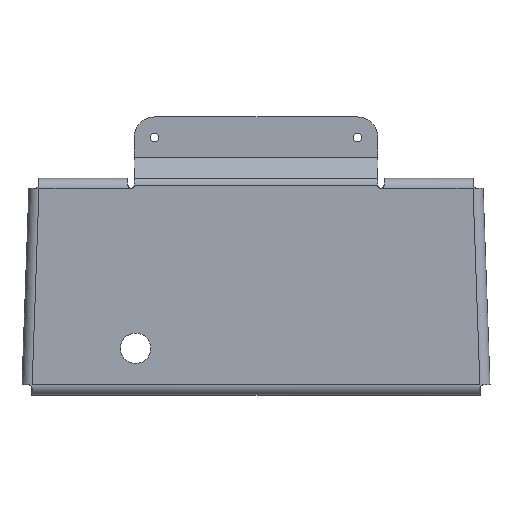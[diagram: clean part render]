
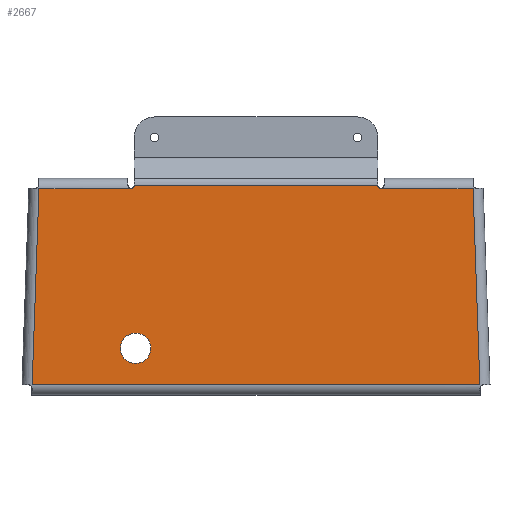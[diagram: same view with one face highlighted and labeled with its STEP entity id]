
A CAD part, top view. The second image highlights one B-rep face of the part: STEP entity #2667.
In plain terms, the highlighted planar face has unit normal (0, 0, 1).
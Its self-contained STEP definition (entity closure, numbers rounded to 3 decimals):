
#37 = ORIENTED_EDGE ( 'NONE', *, *, #3067, .T. ) ;
#57 = CARTESIAN_POINT ( 'NONE',  ( 110.515, -70.749, 13.997 ) ) ;
#128 = ORIENTED_EDGE ( 'NONE', *, *, #1661, .T. ) ;
#165 = CIRCLE ( 'NONE', #2164, 7.5 ) ;
#170 = ORIENTED_EDGE ( 'NONE', *, *, #784, .F. ) ;
#178 = EDGE_CURVE ( 'NONE', #1213, #2021, #2034, .T. ) ;
#198 = VERTEX_POINT ( 'NONE', #1367 ) ;
#373 = CARTESIAN_POINT ( 'NONE',  ( -106.962, 30.993, 13.997 ) ) ;
#390 = ORIENTED_EDGE ( 'NONE', *, *, #974, .F. ) ;
#484 = EDGE_CURVE ( 'NONE', #966, #2794, #896, .T. ) ;
#488 = DIRECTION ( 'NONE',  ( 0., 0., 1. ) ) ;
#587 = AXIS2_PLACEMENT_3D ( 'NONE', #2754, #488, #2505 ) ;
#643 = LINE ( 'NONE', #1310, #3233 ) ;
#674 = ORIENTED_EDGE ( 'NONE', *, *, #2990, .T. ) ;
#702 = DIRECTION ( 'NONE',  ( -1., 0., 0. ) ) ;
#784 = EDGE_CURVE ( 'NONE', #198, #2435, #3126, .T. ) ;
#856 = ORIENTED_EDGE ( 'NONE', *, *, #178, .T. ) ;
#876 = AXIS2_PLACEMENT_3D ( 'NONE', #1076, #2875, #1362 ) ;
#879 = DIRECTION ( 'NONE',  ( -1., 0., 0. ) ) ;
#896 = CIRCLE ( 'NONE', #1861, 1.5 ) ;
#954 = ORIENTED_EDGE ( 'NONE', *, *, #2908, .T. ) ;
#966 = VERTEX_POINT ( 'NONE', #2008 ) ;
#974 = EDGE_CURVE ( 'NONE', #2435, #198, #165, .T. ) ;
#999 = DIRECTION ( 'NONE',  ( -0.035, 0.999, 0. ) ) ;
#1010 = CARTESIAN_POINT ( 'NONE',  ( -110.515, -65.749, 13.997 ) ) ;
#1022 = DIRECTION ( 'NONE',  ( 1., 0., 0. ) ) ;
#1053 = CARTESIAN_POINT ( 'NONE',  ( 110.34, -65.749, 13.997 ) ) ;
#1076 = CARTESIAN_POINT ( 'NONE',  ( -61.592, 32.493, 13.997 ) ) ;
#1122 = LINE ( 'NONE', #57, #1398 ) ;
#1145 = EDGE_CURVE ( 'NONE', #2937, #1213, #643, .T. ) ;
#1182 = CARTESIAN_POINT ( 'NONE',  ( -60.092, 32.493, 13.997 ) ) ;
#1213 = VERTEX_POINT ( 'NONE', #2973 ) ;
#1310 = CARTESIAN_POINT ( 'NONE',  ( -63.092, 30.993, 13.997 ) ) ;
#1362 = DIRECTION ( 'NONE',  ( -1., 0., 0. ) ) ;
#1367 = CARTESIAN_POINT ( 'NONE',  ( -66.84, -47.749, 13.997 ) ) ;
#1398 = VECTOR ( 'NONE', #999, 1000. ) ;
#1400 = CARTESIAN_POINT ( 'NONE',  ( -60.092, 32.493, 13.997 ) ) ;
#1416 = DIRECTION ( 'NONE',  ( 0., 0., -1. ) ) ;
#1464 = EDGE_LOOP ( 'NONE', ( #2980, #37, #3173, #856, #674, #128, #954, #2535 ) ) ;
#1544 = CARTESIAN_POINT ( 'NONE',  ( -61.592, 30.993, 13.997 ) ) ;
#1561 = DIRECTION ( 'NONE',  ( -1., 0., 0. ) ) ;
#1631 = CARTESIAN_POINT ( 'NONE',  ( -59.34, -47.749, 13.997 ) ) ;
#1661 = EDGE_CURVE ( 'NONE', #2244, #2514, #1122, .T. ) ;
#1745 = LINE ( 'NONE', #2293, #3038 ) ;
#1789 = VECTOR ( 'NONE', #2157, 1000. ) ;
#1841 = FACE_OUTER_BOUND ( 'NONE', #1464, .T. ) ;
#1861 = AXIS2_PLACEMENT_3D ( 'NONE', #2482, #2510, #2751 ) ;
#1869 = DIRECTION ( 'NONE',  ( 1., 0., 0. ) ) ;
#1920 = FACE_BOUND ( 'NONE', #2498, .T. ) ;
#1933 = PLANE ( 'NONE',  #2823 ) ;
#1951 = LINE ( 'NONE', #1182, #3113 ) ;
#2008 = CARTESIAN_POINT ( 'NONE',  ( 61.592, 30.993, 13.997 ) ) ;
#2021 = VERTEX_POINT ( 'NONE', #2554 ) ;
#2034 = LINE ( 'NONE', #373, #1789 ) ;
#2157 = DIRECTION ( 'NONE',  ( -0.035, -0.999, 0. ) ) ;
#2164 = AXIS2_PLACEMENT_3D ( 'NONE', #1631, #2670, #1869 ) ;
#2228 = LINE ( 'NONE', #1010, #2716 ) ;
#2244 = VERTEX_POINT ( 'NONE', #1053 ) ;
#2293 = CARTESIAN_POINT ( 'NONE',  ( 106.962, 30.993, 13.997 ) ) ;
#2435 = VERTEX_POINT ( 'NONE', #2675 ) ;
#2455 = CARTESIAN_POINT ( 'NONE',  ( 0., 0., 13.997 ) ) ;
#2469 = DIRECTION ( 'NONE',  ( 1., 0., 0. ) ) ;
#2482 = CARTESIAN_POINT ( 'NONE',  ( 61.592, 32.493, 13.997 ) ) ;
#2498 = EDGE_LOOP ( 'NONE', ( #170, #390 ) ) ;
#2505 = DIRECTION ( 'NONE',  ( 1., 0., 0. ) ) ;
#2510 = DIRECTION ( 'NONE',  ( 0., 0., -1. ) ) ;
#2514 = VERTEX_POINT ( 'NONE', #2863 ) ;
#2535 = ORIENTED_EDGE ( 'NONE', *, *, #484, .T. ) ;
#2554 = CARTESIAN_POINT ( 'NONE',  ( -110.34, -65.749, 13.997 ) ) ;
#2667 = ADVANCED_FACE ( 'NONE', ( #1841, #1920 ), #1933, .F. ) ;
#2670 = DIRECTION ( 'NONE',  ( 0., 0., 1. ) ) ;
#2675 = CARTESIAN_POINT ( 'NONE',  ( -51.84, -47.749, 13.997 ) ) ;
#2716 = VECTOR ( 'NONE', #1022, 1000. ) ;
#2745 = CARTESIAN_POINT ( 'NONE',  ( 60.092, 32.493, 13.997 ) ) ;
#2751 = DIRECTION ( 'NONE',  ( -1., 0., 0. ) ) ;
#2754 = CARTESIAN_POINT ( 'NONE',  ( -59.34, -47.749, 13.997 ) ) ;
#2760 = EDGE_CURVE ( 'NONE', #3203, #2794, #1951, .T. ) ;
#2794 = VERTEX_POINT ( 'NONE', #2745 ) ;
#2823 = AXIS2_PLACEMENT_3D ( 'NONE', #2455, #1416, #702 ) ;
#2863 = CARTESIAN_POINT ( 'NONE',  ( 106.962, 30.993, 13.997 ) ) ;
#2875 = DIRECTION ( 'NONE',  ( 0., 0., -1. ) ) ;
#2908 = EDGE_CURVE ( 'NONE', #2514, #966, #1745, .T. ) ;
#2937 = VERTEX_POINT ( 'NONE', #1544 ) ;
#2973 = CARTESIAN_POINT ( 'NONE',  ( -106.962, 30.993, 13.997 ) ) ;
#2980 = ORIENTED_EDGE ( 'NONE', *, *, #2760, .F. ) ;
#2990 = EDGE_CURVE ( 'NONE', #2021, #2244, #2228, .T. ) ;
#3038 = VECTOR ( 'NONE', #1561, 1000. ) ;
#3067 = EDGE_CURVE ( 'NONE', #3203, #2937, #3110, .T. ) ;
#3110 = CIRCLE ( 'NONE', #876, 1.5 ) ;
#3113 = VECTOR ( 'NONE', #2469, 1000. ) ;
#3126 = CIRCLE ( 'NONE', #587, 7.5 ) ;
#3173 = ORIENTED_EDGE ( 'NONE', *, *, #1145, .T. ) ;
#3203 = VERTEX_POINT ( 'NONE', #1400 ) ;
#3233 = VECTOR ( 'NONE', #879, 1000. ) ;
